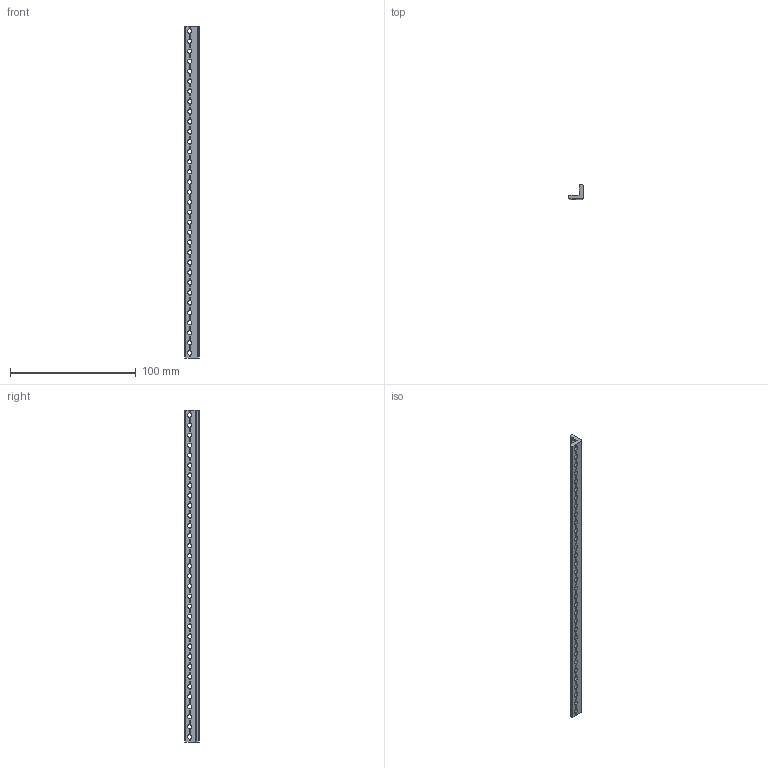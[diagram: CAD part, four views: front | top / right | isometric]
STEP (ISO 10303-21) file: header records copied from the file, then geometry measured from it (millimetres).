
FILE_DESCRIPTION (( 'STEP AP214' ), '1' );
FILE_NAME ('REV Robotics-REV-41-1705.STEP', '2020-11-27T03:38:12', ( '' ), ( '' ), 'SwSTEP 2.0', 'SolidWorks 2020', '' );
FILE_SCHEMA (( 'AUTOMOTIVE_DESIGN' ));
Length unit declared in the file: millimetre
Products named in the file (1): REV Robotics-REV-41-1705
Bounding box: 11.5 x 11.5 x 264 mm (x, y, z)
Volume: 13734.4 mm3; surface area: 12696.7 mm2
Topology: 1 solids, 1 shells, 874 faces, 2946 edges, 1942 vertices
Faces by surface type: cylinder 585, plane 289
Entity records: 34492 total; most frequent: CARTESIAN_POINT 12099, ORIENTED_EDGE 5892, DIRECTION 3424, EDGE_CURVE 2946, VERTEX_POINT 1942, AXIS2_PLACEMENT_3D 1187, B_SPLINE_CURVE_WITH_KNOTS 1056, LINE 1050
